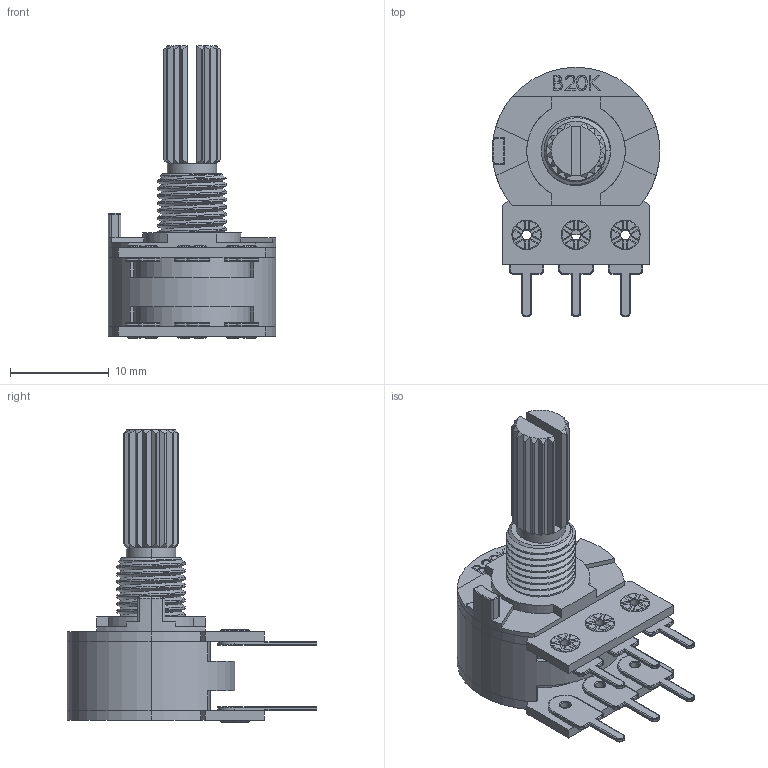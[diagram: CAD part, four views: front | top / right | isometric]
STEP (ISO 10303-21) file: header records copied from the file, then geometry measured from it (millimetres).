
FILE_DESCRIPTION (( 'STEP AP214' ), '1' );
FILE_NAME ('potenciometro_doble.STEP', '2021-06-28T01:53:40', ( '' ), ( '' ), 'SwSTEP 2.0', 'SolidWorks 2018', '' );
FILE_SCHEMA (( 'AUTOMOTIVE_DESIGN' ));
Length unit declared in the file: millimetre
Products named in the file (1): potenciometro_doble
Bounding box: 17 x 25.3 x 29.7 mm (x, y, z)
Volume: 2114 mm3; surface area: 3622.5 mm2
Topology: 5 solids, 5 shells, 668 faces, 1685 edges, 1041 vertices
Faces by surface type: plane 265, cylinder 208, cone 119, torus 74, bspline 2
Entity records: 29367 total; most frequent: CARTESIAN_POINT 6703, ORIENTED_EDGE 3370, DIRECTION 3142, EDGE_CURVE 1685, AXIS2_PLACEMENT_3D 1220, VERTEX_POINT 1041, LINE 702, VECTOR 702
